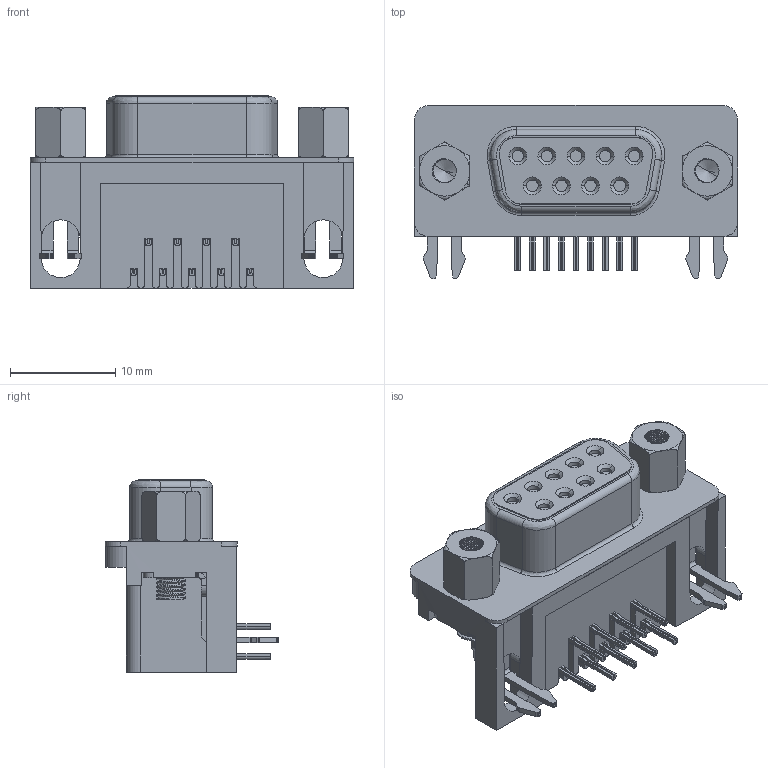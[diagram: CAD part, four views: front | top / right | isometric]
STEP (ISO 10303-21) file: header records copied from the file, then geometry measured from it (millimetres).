
FILE_DESCRIPTION( ('This file contains a STEP AP42 implementation' ,'as created by ZW3D STEP Interface translator.') ,'2;1' );
FILE_NAME( '6223-09FSNXXB01.stp' ,'231225.133856', (''), ('ZWCAD Software Co.'), 'Version 1.0', 'ZW3D to STEP translator', '' );
FILE_SCHEMA(('AUTOMOTIVE_DESIGN { 1 0 10303 214 1 1 1 1 }'));
Length unit declared in the file: millimetre
Products named in the file (1): 0
Bounding box: 30.81 x 16.53 x 18.3 mm (x, y, z)
Volume: 3511.7 mm3; surface area: 4269.3 mm2
Topology: 1 solids, 1 shells, 927 faces, 2570 edges, 1625 vertices
Faces by surface type: plane 540, cylinder 281, bspline 84, cone 22
Full cylindrical faces by diameter (mm): 4 x2
Entity records: 156146 total; most frequent: CARTESIAN_POINT 132191, ORIENTED_EDGE 5160, DIRECTION 4309, EDGE_CURVE 2580, VECTOR 1791, LINE 1791, VERTEX_POINT 1629, AXIS2_PLACEMENT_3D 1259
